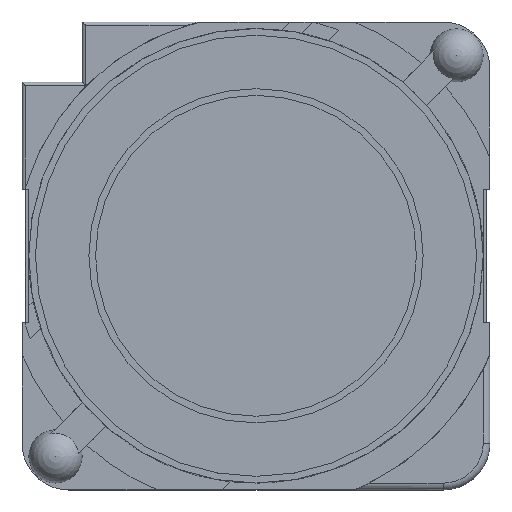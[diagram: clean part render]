
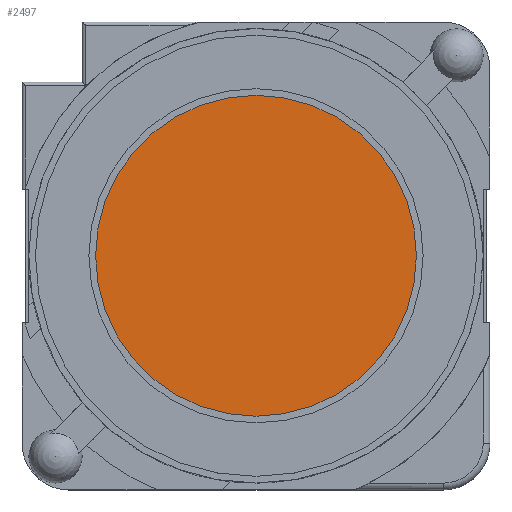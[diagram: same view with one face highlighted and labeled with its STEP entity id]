
A CAD part, top view. The second image highlights one B-rep face of the part: STEP entity #2497.
In plain terms, the highlighted planar face has unit normal (0, 0, 1).
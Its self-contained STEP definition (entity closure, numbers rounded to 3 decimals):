
#2484 = EDGE_CURVE('',#2485,#2485,#2487,.T.);
#2485 = VERTEX_POINT('',#2486);
#2486 = CARTESIAN_POINT('',(2.4,0.,2.5));
#2487 = CIRCLE('',#2488,2.4);
#2488 = AXIS2_PLACEMENT_3D('',#2489,#2490,#2491);
#2489 = CARTESIAN_POINT('',(0.,0.,2.5));
#2490 = DIRECTION('',(0.,0.,1.));
#2491 = DIRECTION('',(1.,0.,0.));
#2497 = ADVANCED_FACE('',(#2498),#2501,.T.);
#2498 = FACE_BOUND('',#2499,.T.);
#2499 = EDGE_LOOP('',(#2500));
#2500 = ORIENTED_EDGE('',*,*,#2484,.T.);
#2501 = PLANE('',#2502);
#2502 = AXIS2_PLACEMENT_3D('',#2503,#2504,#2505);
#2503 = CARTESIAN_POINT('',(0.,0.,2.5));
#2504 = DIRECTION('',(0.,0.,1.));
#2505 = DIRECTION('',(1.,0.,0.));
